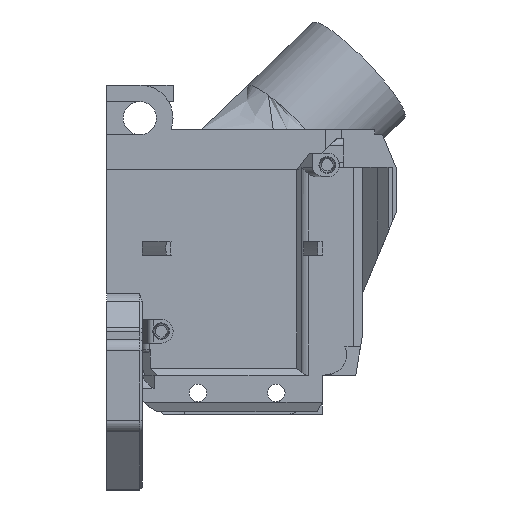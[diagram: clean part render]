
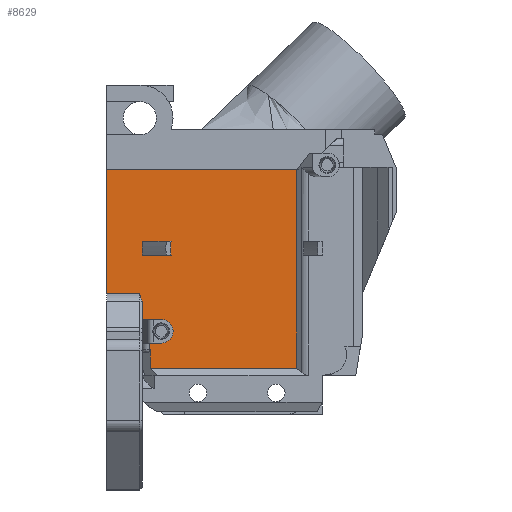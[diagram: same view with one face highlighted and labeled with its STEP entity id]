
A CAD part, left-side view. The second image highlights one B-rep face of the part: STEP entity #8629.
In plain terms, the highlighted planar face has unit normal (-1, 0, 0).
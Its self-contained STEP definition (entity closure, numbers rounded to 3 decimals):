
#22=(
BOUNDED_CURVE()
B_SPLINE_CURVE(2,(#16489,#16490,#16491),.UNSPECIFIED.,.F.,.F.)
B_SPLINE_CURVE_WITH_KNOTS((3,3),(0.175,0.349),
 .UNSPECIFIED.)
CURVE()
GEOMETRIC_REPRESENTATION_ITEM()
RATIONAL_B_SPLINE_CURVE((1.,1.049,1.))
REPRESENTATION_ITEM('')
);
#155=FACE_BOUND('',#1319,.T.);
#396=PLANE('',#9369);
#837=FACE_OUTER_BOUND('',#1318,.T.);
#1318=EDGE_LOOP('',(#7728,#7729,#7730,#7731,#7732,#7733,#7734,#7735,#7736,
#7737,#7738,#7739,#7740,#7741,#7742));
#1319=EDGE_LOOP('',(#7743,#7744,#7745,#7746));
#1604=CIRCLE('',#9228,2.5);
#1605=CIRCLE('',#9231,15.5);
#1606=CIRCLE('',#9234,21.5);
#1828=LINE('',#12091,#2666);
#2361=LINE('',#16472,#3199);
#2364=LINE('',#16476,#3202);
#2366=LINE('',#16486,#3204);
#2368=LINE('',#16497,#3206);
#2370=LINE('',#16501,#3208);
#2371=LINE('',#16504,#3209);
#2372=LINE('',#16507,#3210);
#2373=LINE('',#16511,#3211);
#2375=LINE('',#16518,#3213);
#2378=LINE('',#16529,#3216);
#2384=LINE('',#16557,#3222);
#2522=LINE('',#17012,#3360);
#2523=LINE('',#17015,#3361);
#2524=LINE('',#17016,#3362);
#2666=VECTOR('',#9519,10.);
#3199=VECTOR('',#11054,10.);
#3202=VECTOR('',#11059,10.);
#3204=VECTOR('',#11063,10.);
#3206=VECTOR('',#11071,10.);
#3208=VECTOR('',#11075,10.);
#3209=VECTOR('',#11080,10.);
#3210=VECTOR('',#11083,1.8);
#3211=VECTOR('',#11088,10.);
#3213=VECTOR('',#11096,10.);
#3216=VECTOR('',#11105,10.);
#3222=VECTOR('',#11137,10.);
#3360=VECTOR('',#11521,10.);
#3361=VECTOR('',#11524,10.);
#3362=VECTOR('',#11525,10.);
#3522=VERTEX_POINT('',#12088);
#3523=VERTEX_POINT('',#12090);
#3886=VERTEX_POINT('',#15669);
#3888=VERTEX_POINT('',#15674);
#4086=VERTEX_POINT('',#16469);
#4087=VERTEX_POINT('',#16471);
#4089=VERTEX_POINT('',#16488);
#4090=VERTEX_POINT('',#16494);
#4091=VERTEX_POINT('',#16496);
#4092=VERTEX_POINT('',#16500);
#4093=VERTEX_POINT('',#16506);
#4094=VERTEX_POINT('',#16510);
#4095=VERTEX_POINT('',#16516);
#4096=VERTEX_POINT('',#16517);
#4097=VERTEX_POINT('',#16524);
#4098=VERTEX_POINT('',#16528);
#4104=VERTEX_POINT('',#16556);
#4212=VERTEX_POINT('',#17010);
#4213=VERTEX_POINT('',#17014);
#4349=EDGE_CURVE('',#3522,#3523,#1828,.T.);
#5207=EDGE_CURVE('',#4087,#4086,#2361,.T.);
#5210=EDGE_CURVE('',#3888,#4087,#2364,.T.);
#5213=EDGE_CURVE('',#3888,#3522,#2366,.T.);
#5214=EDGE_CURVE('',#3523,#4089,#22,.F.);
#5217=EDGE_CURVE('',#4090,#4091,#2368,.T.);
#5219=EDGE_CURVE('',#4091,#4092,#2370,.T.);
#5221=EDGE_CURVE('',#4092,#3886,#2371,.T.);
#5222=EDGE_CURVE('',#3886,#4093,#2372,.T.);
#5224=EDGE_CURVE('',#4094,#4093,#2373,.T.);
#5226=EDGE_CURVE('',#4086,#4094,#1604,.T.);
#5227=EDGE_CURVE('',#4095,#4096,#2375,.T.);
#5230=EDGE_CURVE('',#4097,#4095,#1605,.T.);
#5232=EDGE_CURVE('',#4098,#4097,#2378,.T.);
#5234=EDGE_CURVE('',#4096,#4098,#1606,.T.);
#5245=EDGE_CURVE('',#4089,#4104,#2384,.T.);
#5437=EDGE_CURVE('',#4090,#4212,#2522,.T.);
#5438=EDGE_CURVE('',#4213,#4212,#2523,.T.);
#5439=EDGE_CURVE('',#4104,#4213,#2524,.T.);
#7728=ORIENTED_EDGE('',*,*,#5226,.T.);
#7729=ORIENTED_EDGE('',*,*,#5224,.T.);
#7730=ORIENTED_EDGE('',*,*,#5222,.F.);
#7731=ORIENTED_EDGE('',*,*,#5221,.F.);
#7732=ORIENTED_EDGE('',*,*,#5219,.F.);
#7733=ORIENTED_EDGE('',*,*,#5217,.F.);
#7734=ORIENTED_EDGE('',*,*,#5437,.T.);
#7735=ORIENTED_EDGE('',*,*,#5438,.F.);
#7736=ORIENTED_EDGE('',*,*,#5439,.F.);
#7737=ORIENTED_EDGE('',*,*,#5245,.F.);
#7738=ORIENTED_EDGE('',*,*,#5214,.F.);
#7739=ORIENTED_EDGE('',*,*,#4349,.F.);
#7740=ORIENTED_EDGE('',*,*,#5213,.F.);
#7741=ORIENTED_EDGE('',*,*,#5210,.T.);
#7742=ORIENTED_EDGE('',*,*,#5207,.T.);
#7743=ORIENTED_EDGE('',*,*,#5234,.T.);
#7744=ORIENTED_EDGE('',*,*,#5232,.T.);
#7745=ORIENTED_EDGE('',*,*,#5230,.T.);
#7746=ORIENTED_EDGE('',*,*,#5227,.T.);
#8629=ADVANCED_FACE('',(#837,#155),#396,.T.);
#9228=AXIS2_PLACEMENT_3D('',#16514,#11092,#11093);
#9231=AXIS2_PLACEMENT_3D('',#16525,#11100,#11101);
#9234=AXIS2_PLACEMENT_3D('',#16534,#11108,#11109);
#9369=AXIS2_PLACEMENT_3D('',#17013,#11522,#11523);
#9519=DIRECTION('',(0.,0.,1.));
#11054=DIRECTION('',(0.,-1.,0.));
#11059=DIRECTION('',(0.,0.,1.));
#11063=DIRECTION('',(0.,1.,0.));
#11071=DIRECTION('',(0.,1.,0.));
#11075=DIRECTION('',(0.,0.,1.));
#11080=DIRECTION('',(0.,1.,0.));
#11083=DIRECTION('',(0.,0.,1.));
#11088=DIRECTION('',(0.,1.,0.));
#11092=DIRECTION('center_axis',(1.,0.,0.));
#11093=DIRECTION('ref_axis',(0.,-1.,0.));
#11096=DIRECTION('',(0.,1.,0.));
#11100=DIRECTION('center_axis',(-1.,0.,0.));
#11101=DIRECTION('ref_axis',(0.,-1.,0.));
#11105=DIRECTION('',(0.,-1.,0.));
#11108=DIRECTION('center_axis',(1.,0.,0.));
#11109=DIRECTION('ref_axis',(0.,1.,0.));
#11137=DIRECTION('',(0.,1.,0.));
#11521=DIRECTION('',(0.,0.,1.));
#11522=DIRECTION('center_axis',(-1.,0.,0.));
#11523=DIRECTION('ref_axis',(0.,-1.,0.));
#11524=DIRECTION('',(0.,-1.,0.));
#11525=DIRECTION('',(0.,0.,1.));
#12088=CARTESIAN_POINT('',(-22.,20.,25.813));
#12090=CARTESIAN_POINT('',(-22.,20.,33.82));
#12091=CARTESIAN_POINT('',(-22.,20.,46.556));
#15669=CARTESIAN_POINT('',(-22.,18.388,23.673));
#15674=CARTESIAN_POINT('',(-22.,19.9,25.813));
#16469=CARTESIAN_POINT('',(-22.,15.751,30.111));
#16471=CARTESIAN_POINT('',(-22.,19.9,30.111));
#16472=CARTESIAN_POINT('',(-22.,-1.968,30.111));
#16476=CARTESIAN_POINT('',(-22.,19.9,45.576));
#16486=CARTESIAN_POINT('',(-22.,25.,25.813));
#16488=CARTESIAN_POINT('',(-22.,20.5,35.478));
#16489=CARTESIAN_POINT('Ctrl Pts',(-22.,20.5,35.478));
#16490=CARTESIAN_POINT('Ctrl Pts',(-22.,20.5,34.724));
#16491=CARTESIAN_POINT('Ctrl Pts',(-22.,20.,33.82));
#16494=CARTESIAN_POINT('',(-22.,-12.603,19.834));
#16496=CARTESIAN_POINT('',(-22.,18.3,19.834));
#16497=CARTESIAN_POINT('',(-22.,-11.216,19.834));
#16500=CARTESIAN_POINT('',(-22.,18.3,23.673));
#16501=CARTESIAN_POINT('',(-22.,18.3,45.192));
#16504=CARTESIAN_POINT('',(-22.,0.25,23.673));
#16506=CARTESIAN_POINT('',(-22.,18.388,25.123));
#16507=CARTESIAN_POINT('',(-22.,18.388,24.383));
#16510=CARTESIAN_POINT('',(-22.,16.,25.123));
#16511=CARTESIAN_POINT('',(-22.,3.5,25.123));
#16514=CARTESIAN_POINT('Origin',(-22.,16.,27.623));
#16516=CARTESIAN_POINT('',(-22.,13.927,43.623));
#16517=CARTESIAN_POINT('',(-22.,19.948,43.623));
#16518=CARTESIAN_POINT('',(-22.,1.214,43.623));
#16524=CARTESIAN_POINT('',(-22.,13.927,46.623));
#16525=CARTESIAN_POINT('Origin',(-22.,-1.5,45.123));
#16528=CARTESIAN_POINT('',(-22.,19.948,46.623));
#16529=CARTESIAN_POINT('',(-22.,1.716,46.623));
#16534=CARTESIAN_POINT('Origin',(-22.,-1.5,45.123));
#16556=CARTESIAN_POINT('',(-22.,27.5,35.478));
#16557=CARTESIAN_POINT('',(-22.,20.,35.478));
#17010=CARTESIAN_POINT('',(-22.,-12.603,61.723));
#17012=CARTESIAN_POINT('',(-22.,-12.603,35.992));
#17013=CARTESIAN_POINT('Origin',(-22.,-11.5,41.529));
#17014=CARTESIAN_POINT('',(-22.,27.5,61.723));
#17015=CARTESIAN_POINT('',(-22.,4.25,61.723));
#17016=CARTESIAN_POINT('',(-22.,27.5,25.813));
